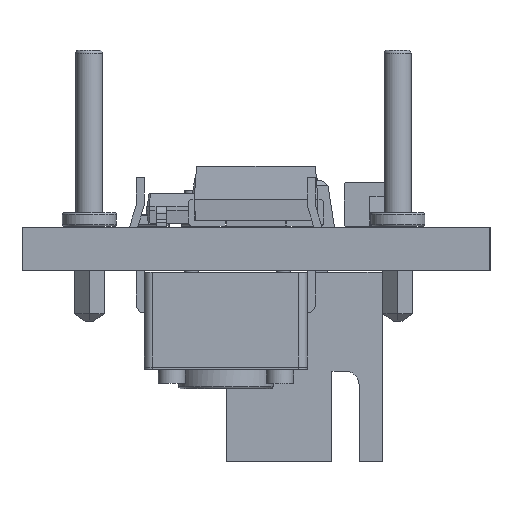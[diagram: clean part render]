
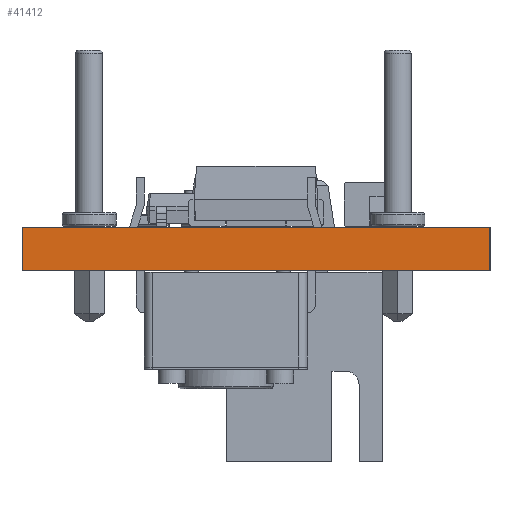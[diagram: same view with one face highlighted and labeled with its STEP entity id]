
A CAD part, left-side view. The second image highlights one B-rep face of the part: STEP entity #41412.
In plain terms, the highlighted planar face has unit normal (-1, 0, 0).
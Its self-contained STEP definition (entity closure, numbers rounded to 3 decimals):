
#41412 = ADVANCED_FACE('',(#41413),#41427,.T.);
#41413 = FACE_BOUND('',#41414,.T.);
#41414 = EDGE_LOOP('',(#41415,#41450,#41478,#41506));
#41415 = ORIENTED_EDGE('',*,*,#41416,.T.);
#41416 = EDGE_CURVE('',#41417,#41419,#41421,.T.);
#41417 = VERTEX_POINT('',#41418);
#41418 = CARTESIAN_POINT('',(-13.843,-8.636,0.));
#41419 = VERTEX_POINT('',#41420);
#41420 = CARTESIAN_POINT('',(-13.843,-8.636,1.6));
#41421 = SURFACE_CURVE('',#41422,(#41426,#41438),.PCURVE_S1.);
#41422 = LINE('',#41423,#41424);
#41423 = CARTESIAN_POINT('',(-13.843,-8.636,0.));
#41424 = VECTOR('',#41425,1.);
#41425 = DIRECTION('',(0.,0.,1.));
#41426 = PCURVE('',#41427,#41432);
#41427 = PLANE('',#41428);
#41428 = AXIS2_PLACEMENT_3D('',#41429,#41430,#41431);
#41429 = CARTESIAN_POINT('',(-13.843,-8.636,0.));
#41430 = DIRECTION('',(-1.,0.,0.));
#41431 = DIRECTION('',(0.,1.,0.));
#41432 = DEFINITIONAL_REPRESENTATION('',(#41433),#41437);
#41433 = LINE('',#41434,#41435);
#41434 = CARTESIAN_POINT('',(0.,0.));
#41435 = VECTOR('',#41436,1.);
#41436 = DIRECTION('',(0.,-1.));
#41437 = ( GEOMETRIC_REPRESENTATION_CONTEXT(2) 
PARAMETRIC_REPRESENTATION_CONTEXT() REPRESENTATION_CONTEXT('2D SPACE',''
  ) );
#41438 = PCURVE('',#41439,#41444);
#41439 = PLANE('',#41440);
#41440 = AXIS2_PLACEMENT_3D('',#41441,#41442,#41443);
#41441 = CARTESIAN_POINT('',(13.843,-8.636,0.));
#41442 = DIRECTION('',(0.,-1.,0.));
#41443 = DIRECTION('',(-1.,0.,0.));
#41444 = DEFINITIONAL_REPRESENTATION('',(#41445),#41449);
#41445 = LINE('',#41446,#41447);
#41446 = CARTESIAN_POINT('',(27.686,0.));
#41447 = VECTOR('',#41448,1.);
#41448 = DIRECTION('',(0.,-1.));
#41449 = ( GEOMETRIC_REPRESENTATION_CONTEXT(2) 
PARAMETRIC_REPRESENTATION_CONTEXT() REPRESENTATION_CONTEXT('2D SPACE',''
  ) );
#41450 = ORIENTED_EDGE('',*,*,#41451,.T.);
#41451 = EDGE_CURVE('',#41419,#41452,#41454,.T.);
#41452 = VERTEX_POINT('',#41453);
#41453 = CARTESIAN_POINT('',(-13.843,8.636,1.6));
#41454 = SURFACE_CURVE('',#41455,(#41459,#41466),.PCURVE_S1.);
#41455 = LINE('',#41456,#41457);
#41456 = CARTESIAN_POINT('',(-13.843,-8.636,1.6));
#41457 = VECTOR('',#41458,1.);
#41458 = DIRECTION('',(0.,1.,0.));
#41459 = PCURVE('',#41427,#41460);
#41460 = DEFINITIONAL_REPRESENTATION('',(#41461),#41465);
#41461 = LINE('',#41462,#41463);
#41462 = CARTESIAN_POINT('',(0.,-1.6));
#41463 = VECTOR('',#41464,1.);
#41464 = DIRECTION('',(1.,0.));
#41465 = ( GEOMETRIC_REPRESENTATION_CONTEXT(2) 
PARAMETRIC_REPRESENTATION_CONTEXT() REPRESENTATION_CONTEXT('2D SPACE',''
  ) );
#41466 = PCURVE('',#41467,#41472);
#41467 = PLANE('',#41468);
#41468 = AXIS2_PLACEMENT_3D('',#41469,#41470,#41471);
#41469 = CARTESIAN_POINT('',(0.,0.,1.6
    ));
#41470 = DIRECTION('',(-0.,-0.,-1.));
#41471 = DIRECTION('',(-1.,0.,0.));
#41472 = DEFINITIONAL_REPRESENTATION('',(#41473),#41477);
#41473 = LINE('',#41474,#41475);
#41474 = CARTESIAN_POINT('',(13.843,-8.636));
#41475 = VECTOR('',#41476,1.);
#41476 = DIRECTION('',(0.,1.));
#41477 = ( GEOMETRIC_REPRESENTATION_CONTEXT(2) 
PARAMETRIC_REPRESENTATION_CONTEXT() REPRESENTATION_CONTEXT('2D SPACE',''
  ) );
#41478 = ORIENTED_EDGE('',*,*,#41479,.F.);
#41479 = EDGE_CURVE('',#41480,#41452,#41482,.T.);
#41480 = VERTEX_POINT('',#41481);
#41481 = CARTESIAN_POINT('',(-13.843,8.636,0.));
#41482 = SURFACE_CURVE('',#41483,(#41487,#41494),.PCURVE_S1.);
#41483 = LINE('',#41484,#41485);
#41484 = CARTESIAN_POINT('',(-13.843,8.636,0.));
#41485 = VECTOR('',#41486,1.);
#41486 = DIRECTION('',(0.,0.,1.));
#41487 = PCURVE('',#41427,#41488);
#41488 = DEFINITIONAL_REPRESENTATION('',(#41489),#41493);
#41489 = LINE('',#41490,#41491);
#41490 = CARTESIAN_POINT('',(17.272,0.));
#41491 = VECTOR('',#41492,1.);
#41492 = DIRECTION('',(0.,-1.));
#41493 = ( GEOMETRIC_REPRESENTATION_CONTEXT(2) 
PARAMETRIC_REPRESENTATION_CONTEXT() REPRESENTATION_CONTEXT('2D SPACE',''
  ) );
#41494 = PCURVE('',#41495,#41500);
#41495 = PLANE('',#41496);
#41496 = AXIS2_PLACEMENT_3D('',#41497,#41498,#41499);
#41497 = CARTESIAN_POINT('',(-13.843,8.636,0.));
#41498 = DIRECTION('',(0.,1.,0.));
#41499 = DIRECTION('',(1.,0.,0.));
#41500 = DEFINITIONAL_REPRESENTATION('',(#41501),#41505);
#41501 = LINE('',#41502,#41503);
#41502 = CARTESIAN_POINT('',(0.,0.));
#41503 = VECTOR('',#41504,1.);
#41504 = DIRECTION('',(0.,-1.));
#41505 = ( GEOMETRIC_REPRESENTATION_CONTEXT(2) 
PARAMETRIC_REPRESENTATION_CONTEXT() REPRESENTATION_CONTEXT('2D SPACE',''
  ) );
#41506 = ORIENTED_EDGE('',*,*,#41507,.F.);
#41507 = EDGE_CURVE('',#41417,#41480,#41508,.T.);
#41508 = SURFACE_CURVE('',#41509,(#41513,#41520),.PCURVE_S1.);
#41509 = LINE('',#41510,#41511);
#41510 = CARTESIAN_POINT('',(-13.843,-8.636,0.));
#41511 = VECTOR('',#41512,1.);
#41512 = DIRECTION('',(0.,1.,0.));
#41513 = PCURVE('',#41427,#41514);
#41514 = DEFINITIONAL_REPRESENTATION('',(#41515),#41519);
#41515 = LINE('',#41516,#41517);
#41516 = CARTESIAN_POINT('',(0.,0.));
#41517 = VECTOR('',#41518,1.);
#41518 = DIRECTION('',(1.,0.));
#41519 = ( GEOMETRIC_REPRESENTATION_CONTEXT(2) 
PARAMETRIC_REPRESENTATION_CONTEXT() REPRESENTATION_CONTEXT('2D SPACE',''
  ) );
#41520 = PCURVE('',#41521,#41526);
#41521 = PLANE('',#41522);
#41522 = AXIS2_PLACEMENT_3D('',#41523,#41524,#41525);
#41523 = CARTESIAN_POINT('',(0.,0.,0.)
  );
#41524 = DIRECTION('',(-0.,-0.,-1.));
#41525 = DIRECTION('',(-1.,0.,0.));
#41526 = DEFINITIONAL_REPRESENTATION('',(#41527),#41531);
#41527 = LINE('',#41528,#41529);
#41528 = CARTESIAN_POINT('',(13.843,-8.636));
#41529 = VECTOR('',#41530,1.);
#41530 = DIRECTION('',(0.,1.));
#41531 = ( GEOMETRIC_REPRESENTATION_CONTEXT(2) 
PARAMETRIC_REPRESENTATION_CONTEXT() REPRESENTATION_CONTEXT('2D SPACE',''
  ) );
